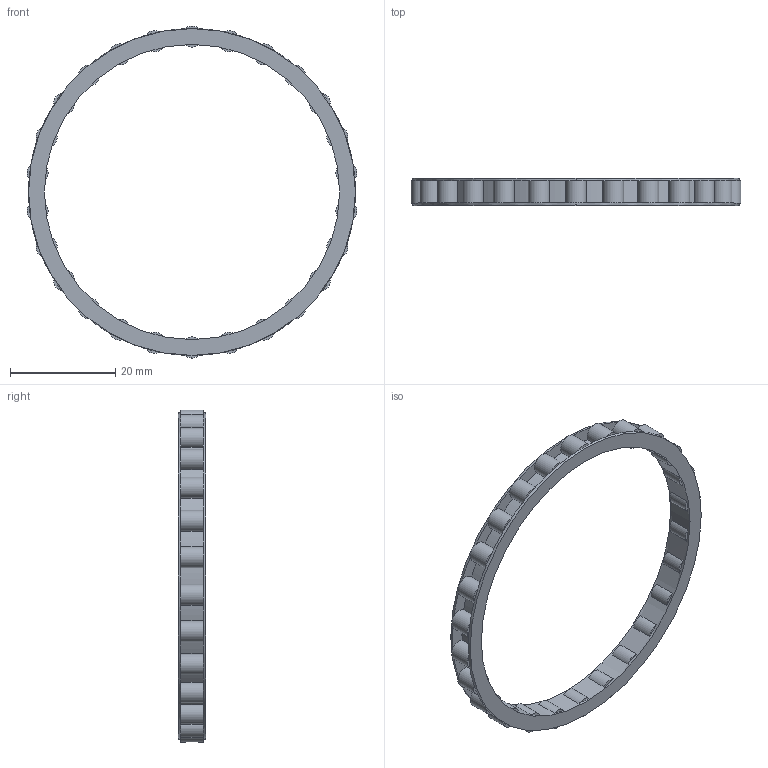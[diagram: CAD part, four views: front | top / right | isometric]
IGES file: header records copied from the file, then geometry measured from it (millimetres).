
Start section:  PTC IGES file: rl463-4.igs
Global section: file name: rl463-4.igs; native system: Creo Parametric by Parametric Technology Corporation; preprocessor: 2013150; author: sales 4; organization: Unknown; date: 20140320.113148; units: millimetre
Bounding box: 62.57 x 5.2 x 62.99 mm (x, y, z)
Surface area: 4112.7 mm2 (no closed solid volume)
Topology: 0 solids, 0 shells, 708 faces, 3722 edges, 3722 vertices
Faces by surface type: bspline 624, revolution 84
